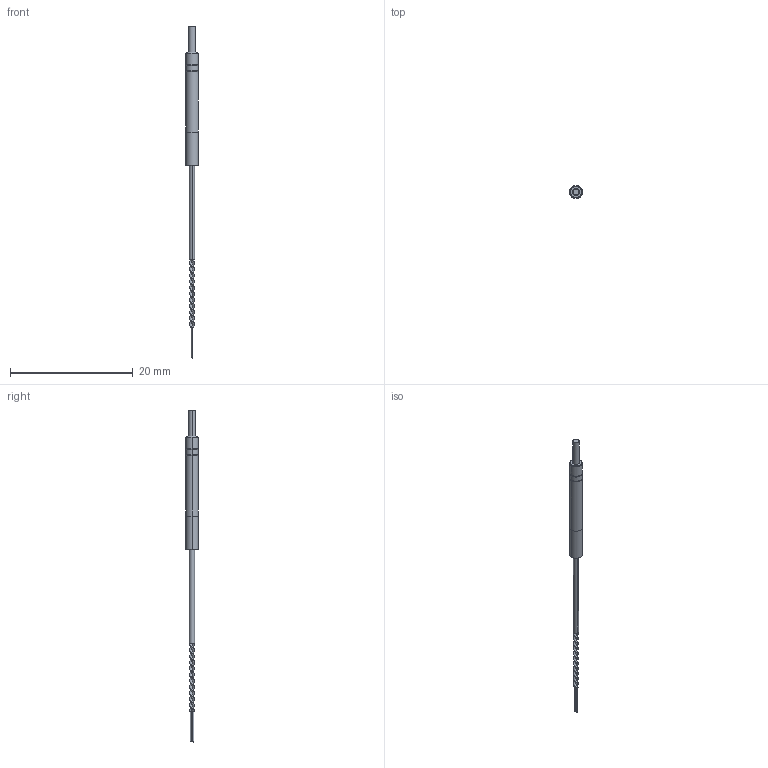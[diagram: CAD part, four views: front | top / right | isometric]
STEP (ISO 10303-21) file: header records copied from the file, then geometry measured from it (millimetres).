
FILE_DESCRIPTION (( 'STEP AP214' ), '1' );
FILE_NAME ('MOD-TS04-004.STEP', '2020-05-14T06:47:39', ( 'firstrun' ), ( 'Hewlett-Packard Company' ), 'SwSTEP 2.0', 'SolidWorks 2015', '' );
FILE_SCHEMA (( 'AUTOMOTIVE_DESIGN' ));
Length unit declared in the file: millimetre
Products named in the file (1): MOD-TS04-004
Bounding box: 2.13 x 2.13 x 54.2 mm (x, y, z)
Volume: 77.7 mm3; surface area: 219.2 mm2
Topology: 2 solids, 2 shells, 192 faces, 523 edges, 342 vertices
Faces by surface type: plane 72, bspline 55, cylinder 53, cone 12
Entity records: 22839 total; most frequent: CARTESIAN_POINT 18226, ORIENTED_EDGE 1046, DIRECTION 728, EDGE_CURVE 523, VERTEX_POINT 342, AXIS2_PLACEMENT_3D 276, B_SPLINE_CURVE_WITH_KNOTS 203, EDGE_LOOP 199
